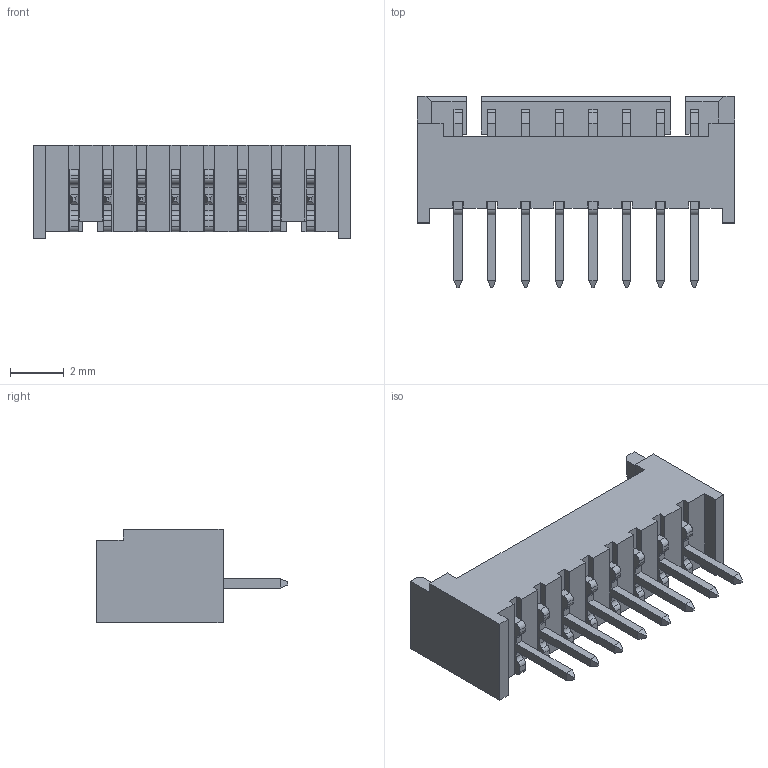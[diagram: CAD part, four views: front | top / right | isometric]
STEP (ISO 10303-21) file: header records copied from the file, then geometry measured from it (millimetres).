
FILE_DESCRIPTION((''),'2;1');
FILE_NAME('FWF12506-S07S24W5B','2024-03-04T',('工程三'),(''),'PRO/ENGINEER BY PARAMETRIC TECHNOLOGY CORPORATION, 2010280','PRO/ENGINEER BY PARAMETRIC TECHNOLOGY CORPORATION, 2010280','');
FILE_SCHEMA(('CONFIG_CONTROL_DESIGN'));
Length unit declared in the file: millimetre
Products named in the file (1): FWF12506-S07S24W5B
Bounding box: 11.75 x 7.1 x 3.45 mm (x, y, z)
Volume: 78.3 mm3; surface area: 347.8 mm2
Topology: 1 solids, 1 shells, 326 faces, 904 edges, 588 vertices
Faces by surface type: plane 262, cylinder 64
Entity records: 10302 total; most frequent: CARTESIAN_POINT 1818, ORIENTED_EDGE 1808, DIRECTION 1684, EDGE_CURVE 904, VECTOR 776, LINE 776, VERTEX_POINT 588, AXIS2_PLACEMENT_3D 454
